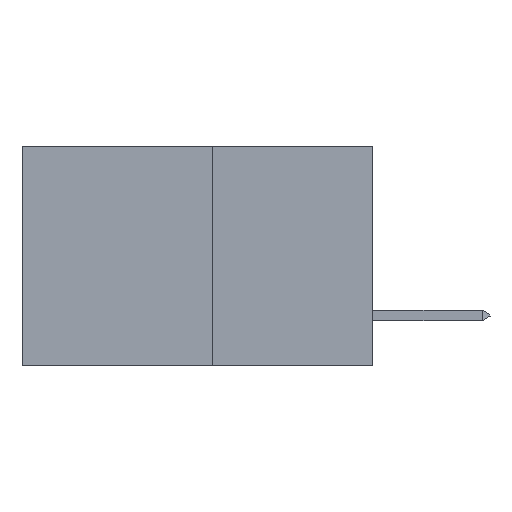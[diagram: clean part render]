
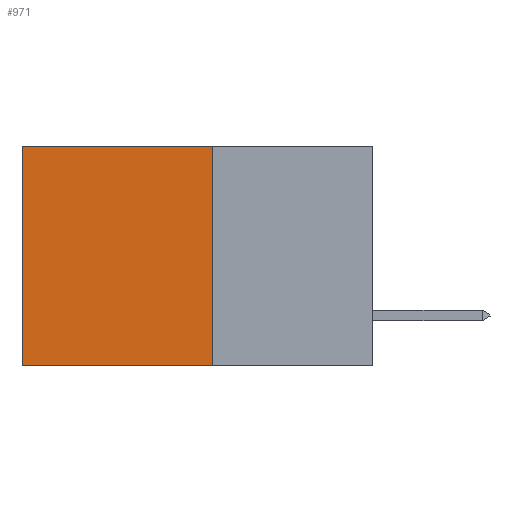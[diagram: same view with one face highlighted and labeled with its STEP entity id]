
A CAD part, left-side view. The second image highlights one B-rep face of the part: STEP entity #971.
In plain terms, the highlighted planar face has unit normal (-1, 0, 0).
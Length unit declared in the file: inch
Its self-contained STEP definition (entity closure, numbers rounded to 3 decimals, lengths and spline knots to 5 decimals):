
#89 = ORIENTED_EDGE ( 'NONE', *, *, #5836, .T. ) ;
#552 = EDGE_CURVE ( 'NONE', #12497, #8608, #14367, .T. ) ;
#814 = VERTEX_POINT ( 'NONE', #3003 ) ;
#971 = ADVANCED_FACE ( 'NONE', ( #10427 ), #6014, .F. ) ;
#1360 = EDGE_CURVE ( 'NONE', #814, #8608, #7172, .T. ) ;
#2041 = CARTESIAN_POINT ( 'NONE',  ( 0.277, 0.27, 0. ) ) ;
#2631 = CARTESIAN_POINT ( 'NONE',  ( 0.277, 0.59, -0.37 ) ) ;
#2701 = LINE ( 'NONE', #6850, #14457 ) ;
#3003 = CARTESIAN_POINT ( 'NONE',  ( 0.277, 0.27, -0.37 ) ) ;
#3526 = ORIENTED_EDGE ( 'NONE', *, *, #552, .T. ) ;
#4068 = EDGE_CURVE ( 'NONE', #8240, #814, #11558, .T. ) ;
#4876 = EDGE_LOOP ( 'NONE', ( #3526, #6976, #13477, #89 ) ) ;
#5091 = DIRECTION ( 'NONE',  ( 0., 0., -1. ) ) ;
#5354 = CARTESIAN_POINT ( 'NONE',  ( 0.277, 0.27, -0.37 ) ) ;
#5836 = EDGE_CURVE ( 'NONE', #8240, #12497, #2701, .T. ) ;
#6014 = PLANE ( 'NONE',  #7399 ) ;
#6209 = DIRECTION ( 'NONE',  ( 1., 0., 0. ) ) ;
#6850 = CARTESIAN_POINT ( 'NONE',  ( 0.277, 0.27, 0. ) ) ;
#6976 = ORIENTED_EDGE ( 'NONE', *, *, #1360, .F. ) ;
#7172 = LINE ( 'NONE', #9412, #12961 ) ;
#7399 = AXIS2_PLACEMENT_3D ( 'NONE', #8068, #6209, #7941 ) ;
#7941 = DIRECTION ( 'NONE',  ( 0., 0., -1. ) ) ;
#8068 = CARTESIAN_POINT ( 'NONE',  ( 0.277, 0.27, -0.37 ) ) ;
#8240 = VERTEX_POINT ( 'NONE', #2041 ) ;
#8608 = VERTEX_POINT ( 'NONE', #2631 ) ;
#9412 = CARTESIAN_POINT ( 'NONE',  ( 0.277, 0.27, -0.37 ) ) ;
#9871 = DIRECTION ( 'NONE',  ( 0., 1., 0. ) ) ;
#10147 = CARTESIAN_POINT ( 'NONE',  ( 0.277, 0.59, -0.37 ) ) ;
#10427 = FACE_OUTER_BOUND ( 'NONE', #4876, .T. ) ;
#11365 = VECTOR ( 'NONE', #12260, 39.37008 ) ;
#11558 = LINE ( 'NONE', #5354, #15247 ) ;
#12260 = DIRECTION ( 'NONE',  ( 0., 0., -1. ) ) ;
#12497 = VERTEX_POINT ( 'NONE', #12791 ) ;
#12638 = DIRECTION ( 'NONE',  ( 0., 1., 0. ) ) ;
#12791 = CARTESIAN_POINT ( 'NONE',  ( 0.277, 0.59, 0. ) ) ;
#12961 = VECTOR ( 'NONE', #9871, 39.37008 ) ;
#13477 = ORIENTED_EDGE ( 'NONE', *, *, #4068, .F. ) ;
#14367 = LINE ( 'NONE', #10147, #11365 ) ;
#14457 = VECTOR ( 'NONE', #12638, 39.37008 ) ;
#15247 = VECTOR ( 'NONE', #5091, 39.37008 ) ;
